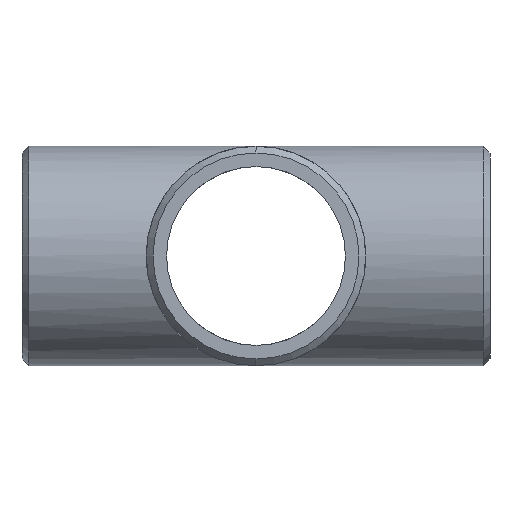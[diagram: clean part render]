
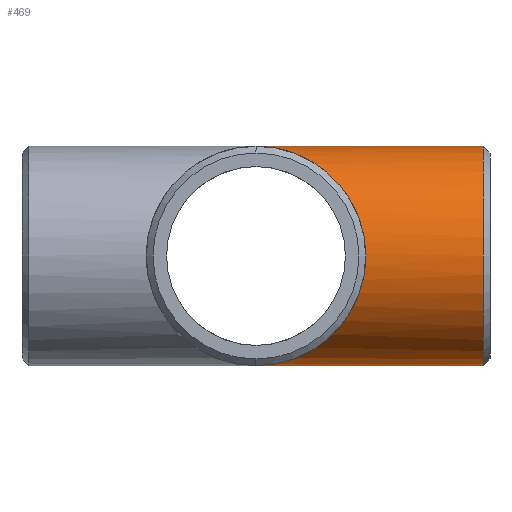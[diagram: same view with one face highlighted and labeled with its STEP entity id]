
A CAD part, left-side view. The second image highlights one B-rep face of the part: STEP entity #469.
In plain terms, the highlighted cylindrical face has radius 30 mm (diameter 60 mm), a partial arc.
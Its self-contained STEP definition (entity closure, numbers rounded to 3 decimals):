
#5 = EDGE_CURVE ( 'NONE', #490, #10, #287, .T. ) ;
#10 = VERTEX_POINT ( 'NONE', #348 ) ;
#12 = DIRECTION ( 'NONE',  ( 0., 0., -1. ) ) ;
#50 = DIRECTION ( 'NONE',  ( 0., 0., -1. ) ) ;
#55 = EDGE_CURVE ( 'NONE', #468, #490, #153, .T. ) ;
#60 = DIRECTION ( 'NONE',  ( 0., 1., 0. ) ) ;
#66 = VECTOR ( 'NONE', #499, 1000. ) ;
#104 = LINE ( 'NONE', #467, #332 ) ;
#114 = CARTESIAN_POINT ( 'NONE',  ( 0., 0., -30. ) ) ;
#115 = CARTESIAN_POINT ( 'NONE',  ( -60., -60., -30. ) ) ;
#153 = LINE ( 'NONE', #311, #66 ) ;
#223 = CIRCLE ( 'NONE', #291, 30. ) ;
#249 = ORIENTED_EDGE ( 'NONE', *, *, #547, .T. ) ;
#281 = EDGE_CURVE ( 'NONE', #630, #10, #104, .T. ) ;
#285 = CARTESIAN_POINT ( 'NONE',  ( 0., -62.153, -30. ) ) ;
#287 =( BOUNDED_CURVE ( )  B_SPLINE_CURVE ( 3, ( #793, #115, #296, #299 ),
 .UNSPECIFIED., .F., .T. ) 
 B_SPLINE_CURVE_WITH_KNOTS ( ( 4, 4 ),
 ( 4.712, 7.854 ),
 .UNSPECIFIED. ) 
 CURVE ( )  GEOMETRIC_REPRESENTATION_ITEM ( )  RATIONAL_B_SPLINE_CURVE ( ( 1., 0.333, 0.333, 1. ) ) 
 REPRESENTATION_ITEM ( '' )  );
#291 = AXIS2_PLACEMENT_3D ( 'NONE', #505, #552, #12 ) ;
#296 = CARTESIAN_POINT ( 'NONE',  ( -60., -60., 30. ) ) ;
#299 = CARTESIAN_POINT ( 'NONE',  ( 0., 0., 30. ) ) ;
#311 = CARTESIAN_POINT ( 'NONE',  ( 0., -64., -30. ) ) ;
#332 = VECTOR ( 'NONE', #397, 1000. ) ;
#348 = CARTESIAN_POINT ( 'NONE',  ( 0., 0., 30. ) ) ;
#359 = CYLINDRICAL_SURFACE ( 'NONE', #459, 30. ) ;
#397 = DIRECTION ( 'NONE',  ( 0., 1., 0. ) ) ;
#459 = AXIS2_PLACEMENT_3D ( 'NONE', #591, #60, #50 ) ;
#467 = CARTESIAN_POINT ( 'NONE',  ( 0., -64., 30. ) ) ;
#468 = VERTEX_POINT ( 'NONE', #285 ) ;
#469 = ADVANCED_FACE ( 'NONE', ( #663 ), #359, .T. ) ;
#490 = VERTEX_POINT ( 'NONE', #114 ) ;
#491 = CARTESIAN_POINT ( 'NONE',  ( 0., -62.153, 30. ) ) ;
#499 = DIRECTION ( 'NONE',  ( 0., 1., 0. ) ) ;
#505 = CARTESIAN_POINT ( 'NONE',  ( 0., -62.153, 0. ) ) ;
#547 = EDGE_CURVE ( 'NONE', #468, #630, #223, .T. ) ;
#552 = DIRECTION ( 'NONE',  ( 0., 1., 0. ) ) ;
#564 = ORIENTED_EDGE ( 'NONE', *, *, #5, .F. ) ;
#591 = CARTESIAN_POINT ( 'NONE',  ( 0., -64., 0. ) ) ;
#630 = VERTEX_POINT ( 'NONE', #491 ) ;
#663 = FACE_OUTER_BOUND ( 'NONE', #726, .T. ) ;
#711 = ORIENTED_EDGE ( 'NONE', *, *, #281, .T. ) ;
#722 = ORIENTED_EDGE ( 'NONE', *, *, #55, .F. ) ;
#726 = EDGE_LOOP ( 'NONE', ( #249, #711, #564, #722 ) ) ;
#793 = CARTESIAN_POINT ( 'NONE',  ( 0., 0., -30. ) ) ;
